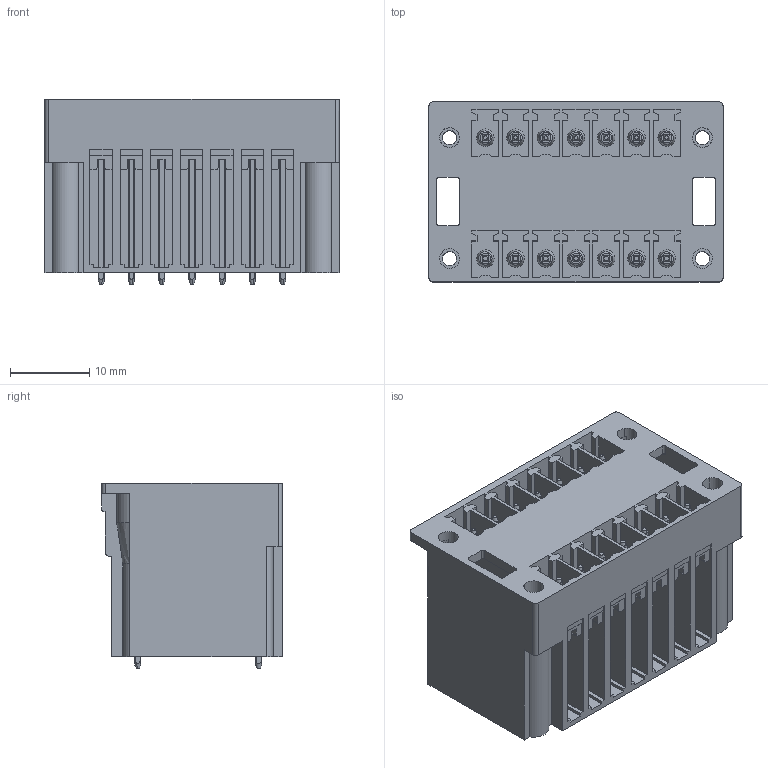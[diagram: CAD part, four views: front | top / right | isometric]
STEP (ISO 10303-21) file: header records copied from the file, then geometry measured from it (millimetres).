
FILE_DESCRIPTION(('CATIA V5 STEP Exchange','CAx-IF Rec.Pracs.--- Model Styling and Organization---1.2---2011-12-15'),'2;1');
FILE_NAME ('D1447208_0', '2018-10-06T04:49:15+00:00', ('none'), ('Weidmueller'), 'CATIA Version 5-6 Release 2014', 'CATIA V5 STEP AP214', 'none');
FILE_SCHEMA(('AUTOMOTIVE_DESIGN { 1 0 10303 214 1 1 1 1 }'));
Length unit declared in the file: millimetre
Products named in the file (1): 1031930000
Bounding box: 37.06 x 22.7 x 23.4 mm (x, y, z)
Volume: 12483.1 mm3; surface area: 10330.6 mm2
Topology: 15 solids, 15 shells, 879 faces, 2396 edges, 1586 vertices
Faces by surface type: plane 557, cylinder 196, cone 98, torus 28
Entity records: 28234 total; most frequent: CARTESIAN_POINT 8113, ORIENTED_EDGE 4792, DIRECTION 3025, EDGE_CURVE 2396, VECTOR 1642, LINE 1642, VERTEX_POINT 1586, EDGE_LOOP 972
